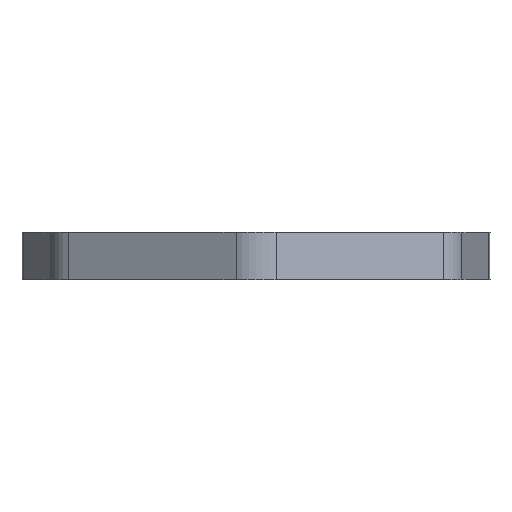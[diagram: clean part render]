
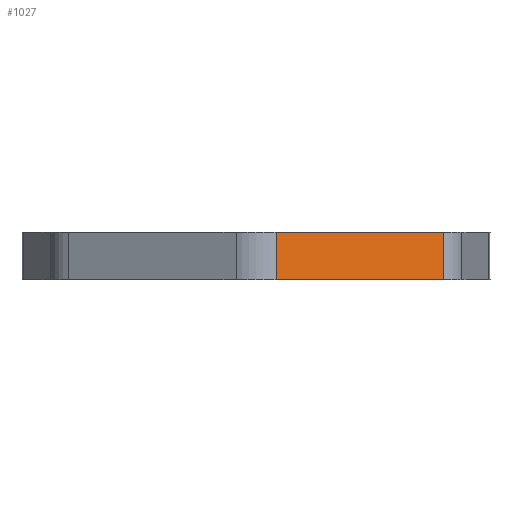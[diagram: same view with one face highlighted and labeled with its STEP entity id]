
A CAD part, front view. The second image highlights one B-rep face of the part: STEP entity #1027.
In plain terms, the highlighted planar face has unit normal (0.465, -0.885, 0).
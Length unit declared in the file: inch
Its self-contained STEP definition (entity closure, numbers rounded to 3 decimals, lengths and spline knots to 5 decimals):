
#38 = CARTESIAN_POINT ( 'NONE',  ( 0.98175, -0.73879, 0.25 ) ) ;
#305 = CARTESIAN_POINT ( 'NONE',  ( 0.98175, -0.73879, 0.25 ) ) ;
#331 = CARTESIAN_POINT ( 'NONE',  ( 0.98175, -0.73879, 0.25 ) ) ;
#361 = CARTESIAN_POINT ( 'NONE',  ( 0.10491, -1.19961, 0.25 ) ) ;
#376 = DIRECTION ( 'NONE',  ( 0., 0., -1. ) ) ;
#380 = ORIENTED_EDGE ( 'NONE', *, *, #422, .F. ) ;
#422 = EDGE_CURVE ( 'NONE', #1339, #1626, #714, .T. ) ;
#454 = VECTOR ( 'NONE', #1083, 39.37008 ) ;
#461 = CARTESIAN_POINT ( 'NONE',  ( 0.98175, -0.73879, 0.25 ) ) ;
#567 = ORIENTED_EDGE ( 'NONE', *, *, #693, .F. ) ;
#660 = CARTESIAN_POINT ( 'NONE',  ( 0.98175, -0.73879, 0. ) ) ;
#693 = EDGE_CURVE ( 'NONE', #1626, #1551, #1583, .T. ) ;
#714 = LINE ( 'NONE', #331, #979 ) ;
#732 = VECTOR ( 'NONE', #376, 39.37008 ) ;
#756 = VERTEX_POINT ( 'NONE', #1331 ) ;
#774 = EDGE_LOOP ( 'NONE', ( #1062, #567, #380, #1288 ) ) ;
#817 = LINE ( 'NONE', #1770, #454 ) ;
#851 = DIRECTION ( 'NONE',  ( -0.465, 0.885, 0. ) ) ;
#979 = VECTOR ( 'NONE', #1548, 39.37008 ) ;
#1027 = ADVANCED_FACE ( 'NONE', ( #1491 ), #1552, .F. ) ;
#1062 = ORIENTED_EDGE ( 'NONE', *, *, #1531, .T. ) ;
#1063 = LINE ( 'NONE', #660, #1752 ) ;
#1083 = DIRECTION ( 'NONE',  ( 0., 0., -1. ) ) ;
#1243 = AXIS2_PLACEMENT_3D ( 'NONE', #38, #851, #1425 ) ;
#1288 = ORIENTED_EDGE ( 'NONE', *, *, #1567, .T. ) ;
#1331 = CARTESIAN_POINT ( 'NONE',  ( 0.10491, -1.19961, 0. ) ) ;
#1339 = VERTEX_POINT ( 'NONE', #361 ) ;
#1362 = CARTESIAN_POINT ( 'NONE',  ( 0.98175, -0.73879, 0. ) ) ;
#1425 = DIRECTION ( 'NONE',  ( -0.885, -0.465, 0. ) ) ;
#1491 = FACE_OUTER_BOUND ( 'NONE', #774, .T. ) ;
#1531 = EDGE_CURVE ( 'NONE', #756, #1551, #1063, .T. ) ;
#1548 = DIRECTION ( 'NONE',  ( 0.885, 0.465, 0. ) ) ;
#1551 = VERTEX_POINT ( 'NONE', #1362 ) ;
#1552 = PLANE ( 'NONE',  #1243 ) ;
#1567 = EDGE_CURVE ( 'NONE', #1339, #756, #817, .T. ) ;
#1583 = LINE ( 'NONE', #461, #732 ) ;
#1626 = VERTEX_POINT ( 'NONE', #305 ) ;
#1630 = DIRECTION ( 'NONE',  ( 0.885, 0.465, 0. ) ) ;
#1752 = VECTOR ( 'NONE', #1630, 39.37008 ) ;
#1770 = CARTESIAN_POINT ( 'NONE',  ( 0.10491, -1.19961, 0.25 ) ) ;
